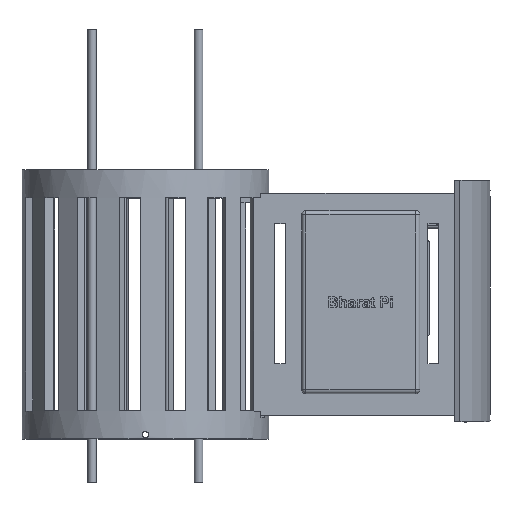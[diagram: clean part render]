
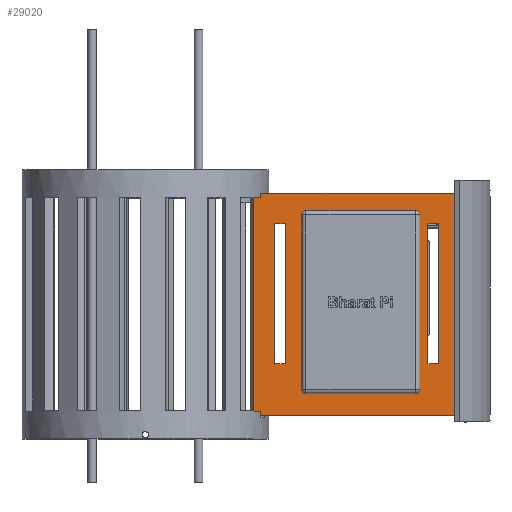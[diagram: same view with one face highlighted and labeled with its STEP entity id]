
A CAD part, top view. The second image highlights one B-rep face of the part: STEP entity #29020.
In plain terms, the highlighted planar face has unit normal (0, 0, 1).
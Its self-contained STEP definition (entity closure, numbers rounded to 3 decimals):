
#805=FACE_BOUND('',#9744,.T.);
#806=FACE_BOUND('',#9745,.T.);
#2658=LINE('',#38707,#5335);
#2664=LINE('',#38728,#5341);
#2671=LINE('',#38745,#5348);
#2680=LINE('',#38763,#5357);
#2685=LINE('',#38772,#5362);
#2688=LINE('',#38776,#5365);
#2695=LINE('',#38793,#5372);
#2704=LINE('',#38811,#5381);
#2709=LINE('',#38820,#5386);
#2712=LINE('',#38824,#5389);
#2714=LINE('',#38830,#5391);
#2716=LINE('',#38834,#5393);
#5335=VECTOR('',#32864,10.);
#5341=VECTOR('',#32886,10.);
#5348=VECTOR('',#32897,10.);
#5357=VECTOR('',#32912,10.);
#5362=VECTOR('',#32921,10.);
#5365=VECTOR('',#32926,10.);
#5372=VECTOR('',#32937,10.);
#5381=VECTOR('',#32952,10.);
#5386=VECTOR('',#32961,10.);
#5389=VECTOR('',#32966,10.);
#5391=VECTOR('',#32972,10.);
#5393=VECTOR('',#32978,10.);
#8042=FACE_OUTER_BOUND('',#9743,.T.);
#9743=EDGE_LOOP('',(#20242,#20243,#20244,#20245));
#9744=EDGE_LOOP('',(#20246,#20247,#20248,#20249));
#9745=EDGE_LOOP('',(#20250,#20251,#20252,#20253));
#12016=VERTEX_POINT('',#38705);
#12017=VERTEX_POINT('',#38706);
#12024=VERTEX_POINT('',#38726);
#12031=VERTEX_POINT('',#38742);
#12032=VERTEX_POINT('',#38744);
#12038=VERTEX_POINT('',#38762);
#12040=VERTEX_POINT('',#38771);
#12047=VERTEX_POINT('',#38790);
#12048=VERTEX_POINT('',#38792);
#12054=VERTEX_POINT('',#38810);
#12056=VERTEX_POINT('',#38819);
#12058=VERTEX_POINT('',#38828);
#15149=EDGE_CURVE('',#12016,#12017,#2658,.T.);
#15160=EDGE_CURVE('',#12016,#12024,#2664,.T.);
#15167=EDGE_CURVE('',#12032,#12031,#2671,.T.);
#15176=EDGE_CURVE('',#12038,#12032,#2680,.T.);
#15181=EDGE_CURVE('',#12040,#12038,#2685,.T.);
#15184=EDGE_CURVE('',#12031,#12040,#2688,.T.);
#15191=EDGE_CURVE('',#12048,#12047,#2695,.T.);
#15200=EDGE_CURVE('',#12054,#12048,#2704,.T.);
#15205=EDGE_CURVE('',#12056,#12054,#2709,.T.);
#15208=EDGE_CURVE('',#12047,#12056,#2712,.T.);
#15211=EDGE_CURVE('',#12024,#12058,#2714,.T.);
#15213=EDGE_CURVE('',#12017,#12058,#2716,.T.);
#20242=ORIENTED_EDGE('',*,*,#15160,.T.);
#20243=ORIENTED_EDGE('',*,*,#15211,.T.);
#20244=ORIENTED_EDGE('',*,*,#15213,.F.);
#20245=ORIENTED_EDGE('',*,*,#15149,.F.);
#20246=ORIENTED_EDGE('',*,*,#15181,.T.);
#20247=ORIENTED_EDGE('',*,*,#15176,.T.);
#20248=ORIENTED_EDGE('',*,*,#15167,.T.);
#20249=ORIENTED_EDGE('',*,*,#15184,.T.);
#20250=ORIENTED_EDGE('',*,*,#15205,.T.);
#20251=ORIENTED_EDGE('',*,*,#15200,.T.);
#20252=ORIENTED_EDGE('',*,*,#15191,.T.);
#20253=ORIENTED_EDGE('',*,*,#15208,.T.);
#28183=PLANE('',#30891);
#29020=ADVANCED_FACE('',(#8042,#805,#806),#28183,.T.);
#30891=AXIS2_PLACEMENT_3D('',#38833,#32976,#32977);
#32864=DIRECTION('',(0.,-1.,0.));
#32886=DIRECTION('',(-1.,0.,0.));
#32897=DIRECTION('',(0.,1.,0.));
#32912=DIRECTION('',(-1.,0.,0.));
#32921=DIRECTION('',(0.,-1.,0.));
#32926=DIRECTION('',(1.,0.,0.));
#32937=DIRECTION('',(0.,1.,0.));
#32952=DIRECTION('',(-1.,0.,0.));
#32961=DIRECTION('',(0.,-1.,0.));
#32966=DIRECTION('',(1.,0.,0.));
#32972=DIRECTION('',(0.,-1.,0.));
#32976=DIRECTION('center_axis',(0.,0.,1.));
#32977=DIRECTION('ref_axis',(-1.,0.,0.));
#32978=DIRECTION('',(-1.,0.,0.));
#38705=CARTESIAN_POINT('',(53.643,114.,20.));
#38706=CARTESIAN_POINT('',(53.643,11.,20.));
#38707=CARTESIAN_POINT('',(53.643,120.,20.));
#38726=CARTESIAN_POINT('',(-49.621,114.,20.));
#38728=CARTESIAN_POINT('',(27.795,114.,20.));
#38742=CARTESIAN_POINT('',(31.218,100.,20.));
#38744=CARTESIAN_POINT('',(31.218,35.,20.));
#38745=CARTESIAN_POINT('',(31.218,80.,20.));
#38762=CARTESIAN_POINT('',(36.,35.,20.));
#38763=CARTESIAN_POINT('',(44.821,35.,20.));
#38771=CARTESIAN_POINT('',(36.,100.,20.));
#38772=CARTESIAN_POINT('',(36.,112.5,20.));
#38776=CARTESIAN_POINT('',(42.431,100.,20.));
#38790=CARTESIAN_POINT('',(-40.,100.,20.));
#38792=CARTESIAN_POINT('',(-40.,35.,20.));
#38793=CARTESIAN_POINT('',(-40.,80.,20.));
#38810=CARTESIAN_POINT('',(-35.,35.,20.));
#38811=CARTESIAN_POINT('',(9.321,35.,20.));
#38819=CARTESIAN_POINT('',(-35.,100.,20.));
#38820=CARTESIAN_POINT('',(-35.,112.5,20.));
#38824=CARTESIAN_POINT('',(6.821,100.,20.));
#38828=CARTESIAN_POINT('',(-49.621,11.,20.));
#38830=CARTESIAN_POINT('',(-49.621,125.,20.));
#38833=CARTESIAN_POINT('Origin',(53.643,125.,20.));
#38834=CARTESIAN_POINT('',(0.,11.,20.));
